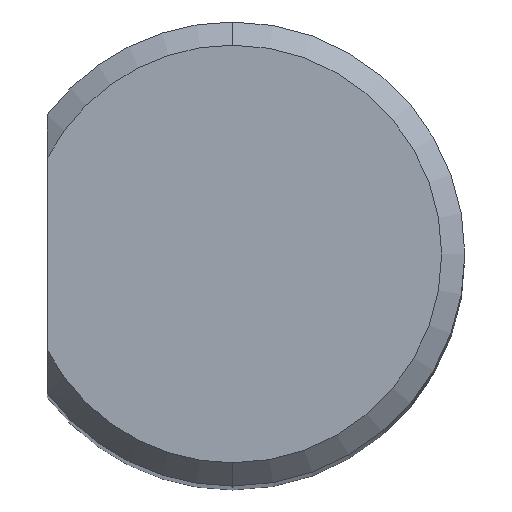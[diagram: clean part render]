
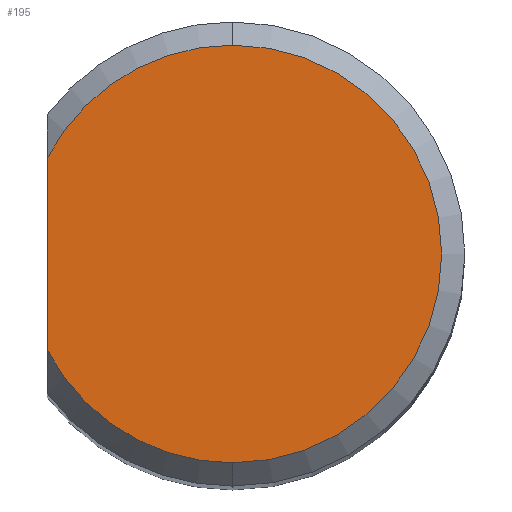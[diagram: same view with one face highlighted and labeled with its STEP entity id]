
A CAD part, top view. The second image highlights one B-rep face of the part: STEP entity #195.
In plain terms, the highlighted planar face has unit normal (0, 0, 1).
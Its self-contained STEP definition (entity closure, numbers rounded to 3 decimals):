
#181=VERTEX_POINT('NONE',#458);
#195=ADVANCED_FACE('NONE',(#474),#475,.F.);
#251=VERTEX_POINT('NONE',#536);
#267=EDGE_CURVE('NONE',#295,#181,#553,.T.);
#279=EDGE_CURVE('NONE',#309,#251,#567,.T.);
#295=VERTEX_POINT('NONE',#584);
#297=EDGE_CURVE('NONE',#251,#295,#586,.T.);
#309=VERTEX_POINT('NONE',#598);
#319=EDGE_CURVE('NONE',#181,#309,#608,.F.);
#458=CARTESIAN_POINT('',(-1.6,-0.825,0.0));
#474=FACE_OUTER_BOUND('',#854,.T.);
#475=PLANE('',#855);
#536=CARTESIAN_POINT('',(0.0,1.8,0.0));
#553=LINE('',#1045,#1046);
#567=CIRCLE('',#1072,1.8);
#584=CARTESIAN_POINT('',(-1.6,0.825,0.));
#586=CIRCLE('',#1097,1.8);
#598=CARTESIAN_POINT('',(0.,-1.8,0.0));
#608=CIRCLE('',#1165,1.8);
#854=EDGE_LOOP('',(#1468,#1469,#1470,#1471));
#855=AXIS2_PLACEMENT_3D('',#1472,#1473,#1474);
#1045=CARTESIAN_POINT('',(-1.6,-2.5,0.0));
#1046=VECTOR('',#1550,1.0);
#1072=AXIS2_PLACEMENT_3D('',#1571,#1572,#1573);
#1097=AXIS2_PLACEMENT_3D('',#1593,#1594,#1595);
#1165=AXIS2_PLACEMENT_3D('',#1602,#1603,#1604);
#1468=ORIENTED_EDGE('',*,*,#319,.T.);
#1469=ORIENTED_EDGE('',*,*,#279,.T.);
#1470=ORIENTED_EDGE('',*,*,#297,.T.);
#1471=ORIENTED_EDGE('',*,*,#267,.T.);
#1472=CARTESIAN_POINT('',(0.0,0.0,0.0));
#1473=DIRECTION('',(0.0,0.0,-1.0));
#1474=DIRECTION('',(1.0,0.0,0.0));
#1550=DIRECTION('',(0.0,-1.0,0.0));
#1571=CARTESIAN_POINT('',(0.0,0.0,0.0));
#1572=DIRECTION('',(-0.0,0.0,1.0));
#1573=DIRECTION('',(0.0,1.0,0.0));
#1593=CARTESIAN_POINT('',(0.0,0.0,0.0));
#1594=DIRECTION('',(-0.0,0.0,1.0));
#1595=DIRECTION('',(0.0,1.0,0.0));
#1602=CARTESIAN_POINT('',(0.0,0.0,0.0));
#1603=DIRECTION('',(0.0,0.0,-1.0));
#1604=DIRECTION('',(0.0,1.0,0.0));
